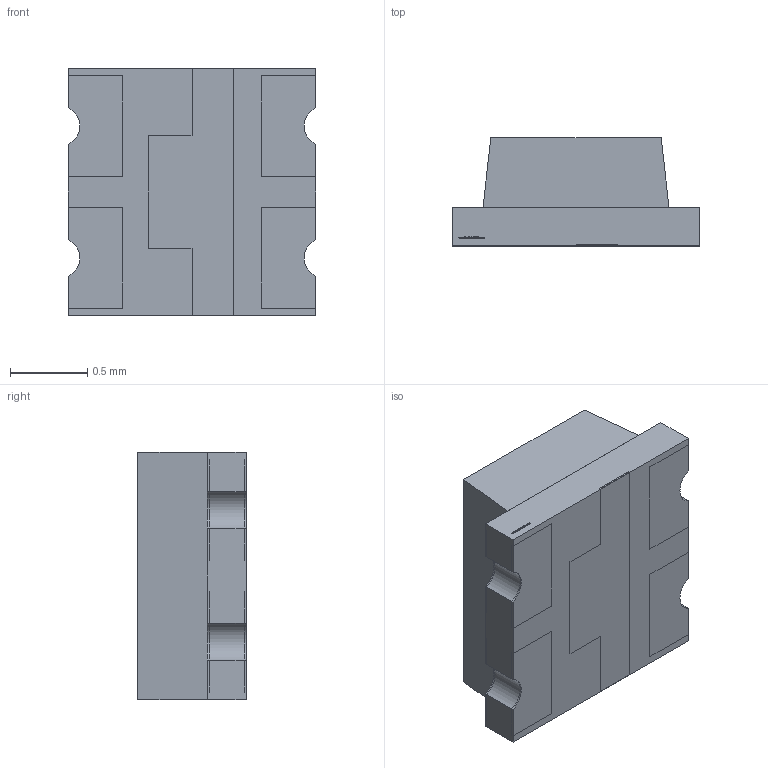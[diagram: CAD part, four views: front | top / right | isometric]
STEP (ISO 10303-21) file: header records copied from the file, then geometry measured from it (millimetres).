
FILE_DESCRIPTION (( 'STEP AP214' ), '1' );
FILE_NAME ('APTF1616.STEP', '2008-09-05T17:45:57', ( '' ), ( '' ), 'SwSTEP 2.0', 'SolidWorks 2008', '' );
FILE_SCHEMA (( 'AUTOMOTIVE_DESIGN' ));
Length unit declared in the file: millimetre
Products named in the file (1): APTF1616
Bounding box: 1.6 x 0.7 x 1.6 mm (x, y, z)
Volume: 1.5 mm3; surface area: 17 mm2
Topology: 11 solids, 11 shells, 369 faces, 957 edges, 638 vertices
Faces by surface type: plane 237, bspline 116, cylinder 16
Entity records: 20811 total; most frequent: CARTESIAN_POINT 8353, ORIENTED_EDGE 1914, DIRECTION 1265, EDGE_CURVE 957, VECTOR 693, LINE 693, VERTEX_POINT 638, EDGE_LOOP 397
